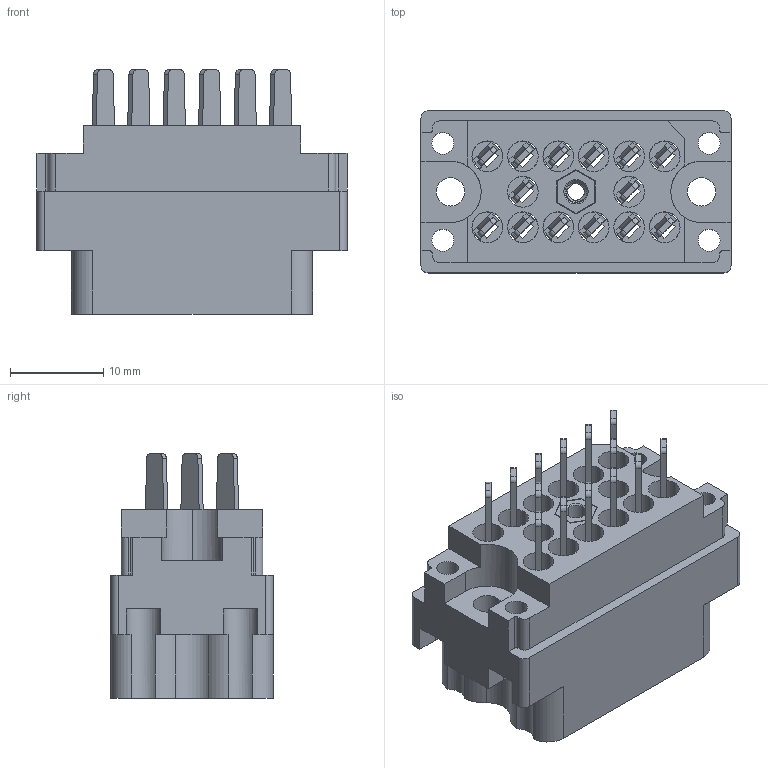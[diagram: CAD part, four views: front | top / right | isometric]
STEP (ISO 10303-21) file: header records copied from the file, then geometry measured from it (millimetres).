
FILE_DESCRIPTION (( 'STEP AP203' ), '1' );
FILE_NAME ('519-014-501-306.STEP', '2020-09-09T15:15:35', ( '' ), ( '' ), 'SwSTEP 2.0', 'SolidWorks 2020', '' );
FILE_SCHEMA (( 'CONFIG_CONTROL_DESIGN' ));
Length unit declared in the file: inch
Products named in the file (4): 516-292-001_501 Contact; 516-252-025-100_516-252-025-100; 519-014-501-306; 519 Plug Insulator_014
Assembly tree (16 placements, depth 2):
  519-014-501-306
    519 Plug Insulator_014
    516-292-001_501 Contact  x14
    516-252-025-100_516-252-025-100
Bounding box: 33.32 x 17.42 x 26.26 mm (x, y, z)
Volume: 5581.2 mm3; surface area: 8972.1 mm2
Topology: 16 solids, 16 shells, 1558 faces, 4504 edges, 2989 vertices
Faces by surface type: plane 912, cylinder 548, bspline 87, cone 11
Entity records: 24141 total; most frequent: CARTESIAN_POINT 6637, ORIENTED_EDGE 3600, DIRECTION 3443, EDGE_CURVE 1800, LINE 1241, VECTOR 1241, VERTEX_POINT 1195, AXIS2_PLACEMENT_3D 1101
